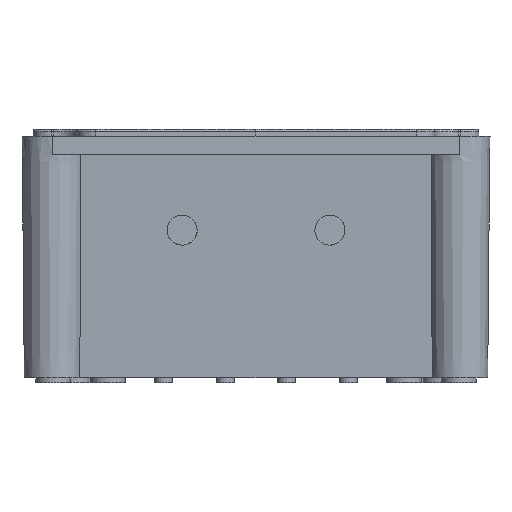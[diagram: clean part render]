
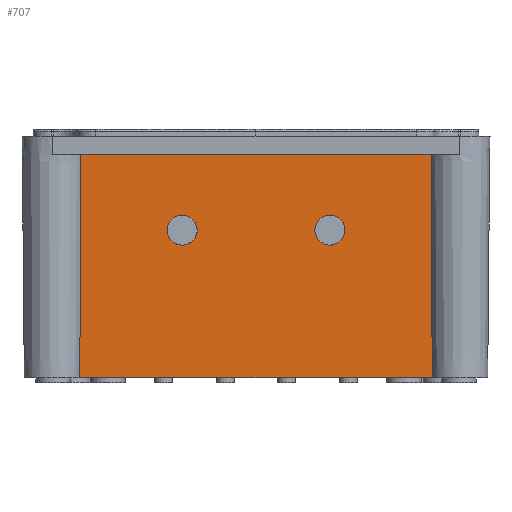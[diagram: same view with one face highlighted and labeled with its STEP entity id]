
A CAD part, left-side view. The second image highlights one B-rep face of the part: STEP entity #707.
In plain terms, the highlighted planar face has unit normal (-1, 0, -0.018).
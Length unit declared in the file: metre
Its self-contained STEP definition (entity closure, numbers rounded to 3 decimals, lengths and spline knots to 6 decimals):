
#707 = ADVANCED_FACE( 'NONE', ( #1737, #1738, #1739 ), #1740, .T. );
#1737 = FACE_BOUND( '', #3550, .T. );
#1738 = FACE_BOUND( '', #3551, .T. );
#1739 = FACE_OUTER_BOUND( '', #3552, .T. );
#1740 = PLANE( '', #3553 );
#3550 = EDGE_LOOP( '', ( #6055 ) );
#3551 = EDGE_LOOP( '', ( #6056 ) );
#3552 = EDGE_LOOP( '', ( #6057, #6058, #6059, #6060 ) );
#3553 = AXIS2_PLACEMENT_3D( '', #6061, #6062, #6063 );
#6055 = ORIENTED_EDGE( '', *, *, #8686, .T. );
#6056 = ORIENTED_EDGE( '', *, *, #8756, .T. );
#6057 = ORIENTED_EDGE( '', *, *, #8757, .F. );
#6058 = ORIENTED_EDGE( '', *, *, #8758, .F. );
#6059 = ORIENTED_EDGE( '', *, *, #8759, .F. );
#6060 = ORIENTED_EDGE( '', *, *, #8760, .F. );
#6061 = CARTESIAN_POINT( '', ( -0.132905, -0.457905, -0.0055 ) );
#6062 = DIRECTION( '', ( -1., 0., -0.017 ) );
#6063 = DIRECTION( '', ( -0.017, 0., 1. ) );
#8686 = EDGE_CURVE( '', #10081, #10081, #10082, .F. );
#8756 = EDGE_CURVE( '', #10191, #10191, #10192, .F. );
#8757 = EDGE_CURVE( 'NONE', #10193, #10194, #10195, .T. );
#8758 = EDGE_CURVE( 'NONE', #10196, #10193, #10197, .T. );
#8759 = EDGE_CURVE( 'NONE', #10198, #10196, #10199, .T. );
#8760 = EDGE_CURVE( 'NONE', #10194, #10198, #10200, .T. );
#10081 = VERTEX_POINT( '', #12340 );
#10082 = ELLIPSE( '', #12341, 0.006101, 0.0061 );
#10191 = VERTEX_POINT( '', #12546 );
#10192 = ELLIPSE( '', #12547, 0.006101, 0.0061 );
#10193 = VERTEX_POINT( 'NONE', #12548 );
#10194 = VERTEX_POINT( 'NONE', #12549 );
#10195 = ( BOUNDED_CURVE(  )B_SPLINE_CURVE( 3, ( #12552, #12553, #12554, #12555 ), .UNSPECIFIED., .F., .F. )B_SPLINE_CURVE_WITH_KNOTS( ( 4, 4 ), ( 4.502493, 4.630837 ), .UNSPECIFIED. )CURVE(  )GEOMETRIC_REPRESENTATION_ITEM(  )RATIONAL_B_SPLINE_CURVE( ( 1., 0.999, 0.999, 1. ) )REPRESENTATION_ITEM( '' ) );
#10196 = VERTEX_POINT( 'NONE', #12561 );
#10197 = LINE( '', #12562, #12563 );
#10198 = VERTEX_POINT( 'NONE', #12564 );
#10199 = ( BOUNDED_CURVE(  )B_SPLINE_CURVE( 3, ( #12567, #12568, #12569, #12570 ), .UNSPECIFIED., .F., .F. )B_SPLINE_CURVE_WITH_KNOTS( ( 4, 4 ), ( 1.652349, 1.780692 ), .UNSPECIFIED. )CURVE(  )GEOMETRIC_REPRESENTATION_ITEM(  )RATIONAL_B_SPLINE_CURVE( ( 1., 0.999, 0.999, 1. ) )REPRESENTATION_ITEM( '' ) );
#10200 = LINE( '', #12576, #12577 );
#12340 = CARTESIAN_POINT( '', ( -0.132444, 0.03, -0.0319 ) );
#12341 = AXIS2_PLACEMENT_3D( '', #14148, #14149, #14150 );
#12546 = CARTESIAN_POINT( '', ( -0.132444, -0.03, -0.0319 ) );
#12547 = AXIS2_PLACEMENT_3D( '', #14211, #14212, #14213 );
#12548 = CARTESIAN_POINT( '', ( -0.13129, 0.07149, -0.098 ) );
#12549 = CARTESIAN_POINT( '', ( -0.13294, 0.07128, -0.0035 ) );
#12552 = CARTESIAN_POINT( '', ( -0.13129, 0.07149, -0.098 ) );
#12553 = CARTESIAN_POINT( '', ( -0.131835, 0.071389, -0.066819 ) );
#12554 = CARTESIAN_POINT( '', ( -0.132385, 0.071319, -0.035275 ) );
#12555 = CARTESIAN_POINT( '', ( -0.13294, 0.07128, -0.0035 ) );
#12561 = CARTESIAN_POINT( '', ( -0.13129, -0.07149, -0.098 ) );
#12562 = CARTESIAN_POINT( '', ( -0.13129, -0.094282, -0.098 ) );
#12563 = VECTOR( '', #14214, 1. );
#12564 = CARTESIAN_POINT( '', ( -0.13294, -0.07128, -0.0035 ) );
#12567 = CARTESIAN_POINT( '', ( -0.13294, -0.07128, -0.0035 ) );
#12568 = CARTESIAN_POINT( '', ( -0.132385, -0.071319, -0.035275 ) );
#12569 = CARTESIAN_POINT( '', ( -0.131835, -0.071389, -0.066819 ) );
#12570 = CARTESIAN_POINT( '', ( -0.13129, -0.07149, -0.098 ) );
#12576 = CARTESIAN_POINT( '', ( -0.13294, -0.489479, -0.0035 ) );
#12577 = VECTOR( '', #14215, 1. );
#14148 = CARTESIAN_POINT( '', ( -0.132338, 0.03, -0.038 ) );
#14149 = DIRECTION( '', ( -1., 0., -0.017 ) );
#14150 = DIRECTION( '', ( -0.017, 0., 1. ) );
#14211 = CARTESIAN_POINT( '', ( -0.132338, -0.03, -0.038 ) );
#14212 = DIRECTION( '', ( -1., 0., -0.017 ) );
#14213 = DIRECTION( '', ( -0.017, 0., 1. ) );
#14214 = DIRECTION( '', ( 0., 1., 0. ) );
#14215 = DIRECTION( '', ( 0., -1., 0. ) );
